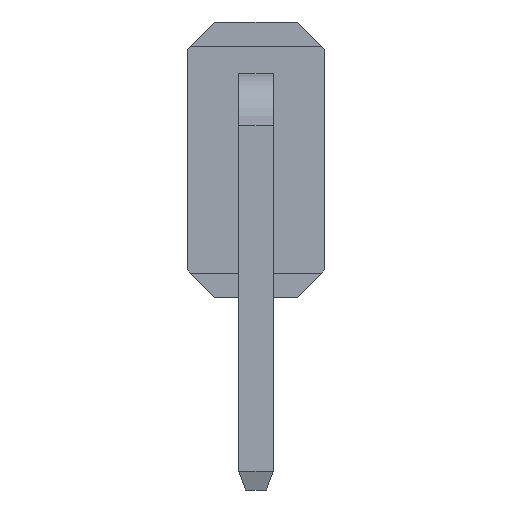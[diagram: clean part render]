
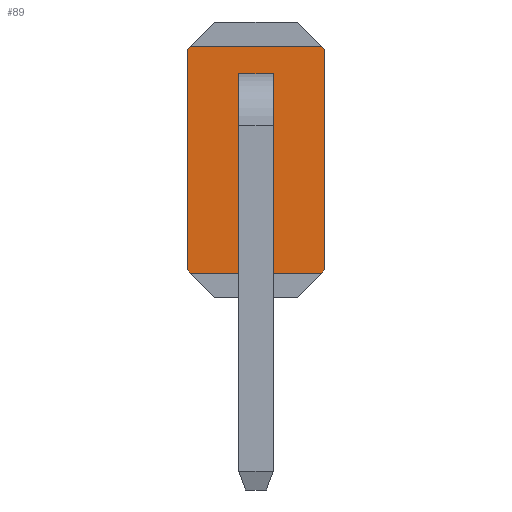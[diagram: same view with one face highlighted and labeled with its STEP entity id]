
A CAD part, front view. The second image highlights one B-rep face of the part: STEP entity #89.
In plain terms, the highlighted planar face has unit normal (0, -1, 0).
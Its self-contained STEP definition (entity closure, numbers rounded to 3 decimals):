
#89=ADVANCED_FACE('',(#661,#663,#665),#667,.T.);
#661=FACE_BOUND('',#662,.T.);
#662=EDGE_LOOP('',(#1131,#1132,#1133,#1134,#1135,#1136,#1137,#1138));
#663=FACE_BOUND('',#664,.T.);
#664=EDGE_LOOP('',(#1139,#1140,#1141,#1142));
#665=FACE_BOUND('',#666,.T.);
#666=EDGE_LOOP('',(#1143,#1144,#1145,#1146));
#667=PLANE('',#668);
#668=AXIS2_PLACEMENT_3D('',#669,#670,#671);
#669=CARTESIAN_POINT('',(0.,1.55,0.));
#670=DIRECTION('',(0.,-1.,-0.));
#671=DIRECTION('',(1.,0.,0.));
#1131=ORIENTED_EDGE('',*,*,#1441,.F.);
#1132=ORIENTED_EDGE('',*,*,#1414,.F.);
#1133=ORIENTED_EDGE('',*,*,#1442,.F.);
#1134=ORIENTED_EDGE('',*,*,#1443,.T.);
#1135=ORIENTED_EDGE('',*,*,#1444,.F.);
#1136=ORIENTED_EDGE('',*,*,#1406,.F.);
#1137=ORIENTED_EDGE('',*,*,#1438,.F.);
#1138=ORIENTED_EDGE('',*,*,#1445,.T.);
#1139=ORIENTED_EDGE('',*,*,#1446,.F.);
#1140=ORIENTED_EDGE('',*,*,#1447,.F.);
#1141=ORIENTED_EDGE('',*,*,#1448,.F.);
#1142=ORIENTED_EDGE('',*,*,#1449,.F.);
#1143=ORIENTED_EDGE('',*,*,#1450,.F.);
#1144=ORIENTED_EDGE('',*,*,#1451,.F.);
#1145=ORIENTED_EDGE('',*,*,#1452,.F.);
#1146=ORIENTED_EDGE('',*,*,#1453,.F.);
#1406=EDGE_CURVE('',#1568,#1570,#1571,.T.);
#1414=EDGE_CURVE('',#1584,#1586,#1587,.T.);
#1438=EDGE_CURVE('',#1628,#1568,#1630,.T.);
#1441=EDGE_CURVE('',#1586,#1634,#1635,.T.);
#1442=EDGE_CURVE('',#1636,#1584,#1637,.T.);
#1443=EDGE_CURVE('',#1636,#1638,#1639,.T.);
#1444=EDGE_CURVE('',#1570,#1638,#1640,.T.);
#1445=EDGE_CURVE('',#1628,#1634,#1641,.T.);
#1446=EDGE_CURVE('',#1642,#1643,#1644,.T.);
#1447=EDGE_CURVE('',#1645,#1642,#1646,.T.);
#1448=EDGE_CURVE('',#1647,#1645,#1648,.T.);
#1449=EDGE_CURVE('',#1643,#1647,#1649,.T.);
#1450=EDGE_CURVE('',#1650,#1651,#1652,.T.);
#1451=EDGE_CURVE('',#1653,#1650,#1654,.T.);
#1452=EDGE_CURVE('',#1655,#1653,#1656,.T.);
#1453=EDGE_CURVE('',#1651,#1655,#1657,.T.);
#1568=VERTEX_POINT('',#1834);
#1570=VERTEX_POINT('',#1838);
#1571=LINE('',#1839,#1840);
#1584=VERTEX_POINT('',#1866);
#1586=VERTEX_POINT('',#1870);
#1587=LINE('',#1871,#1872);
#1628=VERTEX_POINT('',#1958);
#1630=LINE('',#1962,#1963);
#1634=VERTEX_POINT('',#1972);
#1635=LINE('',#1973,#1974);
#1636=VERTEX_POINT('',#1976);
#1637=LINE('',#1977,#1978);
#1638=VERTEX_POINT('',#1980);
#1639=LINE('',#1981,#1982);
#1640=LINE('',#1984,#1985);
#1641=LINE('',#1987,#1988);
#1642=VERTEX_POINT('',#1990);
#1643=VERTEX_POINT('',#1991);
#1644=LINE('',#1992,#1993);
#1645=VERTEX_POINT('',#1995);
#1646=LINE('',#1996,#1997);
#1647=VERTEX_POINT('',#1999);
#1648=LINE('',#2000,#2001);
#1649=LINE('',#2003,#2004);
#1650=VERTEX_POINT('',#2006);
#1651=VERTEX_POINT('',#2007);
#1652=LINE('',#2008,#2009);
#1653=VERTEX_POINT('',#2011);
#1654=LINE('',#2012,#2013);
#1655=VERTEX_POINT('',#2015);
#1656=LINE('',#2016,#2017);
#1657=LINE('',#2019,#2020);
#1834=CARTESIAN_POINT('',(1.,1.55,3.6));
#1838=CARTESIAN_POINT('',(1.,1.55,0.4));
#1839=CARTESIAN_POINT('',(1.,1.55,3.6));
#1840=VECTOR('',#1841,1.);
#1841=DIRECTION('',(0.,0.,-1.));
#1866=CARTESIAN_POINT('',(-1.,1.55,0.4));
#1870=CARTESIAN_POINT('',(-1.,1.55,3.6));
#1871=CARTESIAN_POINT('',(-1.,1.55,0.4));
#1872=VECTOR('',#1873,1.);
#1873=DIRECTION('',(0.,0.,1.));
#1958=CARTESIAN_POINT('',(0.95,1.55,3.65));
#1962=CARTESIAN_POINT('',(0.95,1.55,3.65));
#1963=VECTOR('',#1964,1.);
#1964=DIRECTION('',(0.707,0.,-0.707));
#1972=CARTESIAN_POINT('',(-0.95,1.55,3.65));
#1973=CARTESIAN_POINT('',(-1.,1.55,3.6));
#1974=VECTOR('',#1975,1.);
#1975=DIRECTION('',(0.707,0.,0.707));
#1976=CARTESIAN_POINT('',(-0.95,1.55,0.35));
#1977=CARTESIAN_POINT('',(-0.95,1.55,0.35));
#1978=VECTOR('',#1979,1.);
#1979=DIRECTION('',(-0.707,0.,0.707));
#1980=CARTESIAN_POINT('',(0.95,1.55,0.35));
#1981=CARTESIAN_POINT('',(-0.95,1.55,0.35));
#1982=VECTOR('',#1983,1.);
#1983=DIRECTION('',(1.,0.,0.));
#1984=CARTESIAN_POINT('',(1.,1.55,0.4));
#1985=VECTOR('',#1986,1.);
#1986=DIRECTION('',(-0.707,0.,-0.707));
#1987=CARTESIAN_POINT('',(0.95,1.55,3.65));
#1988=VECTOR('',#1989,1.);
#1989=DIRECTION('',(-1.,0.,0.));
#1990=CARTESIAN_POINT('',(0.25,1.55,2.75));
#1991=CARTESIAN_POINT('',(0.25,1.55,3.25));
#1992=CARTESIAN_POINT('',(0.25,1.55,2.75));
#1993=VECTOR('',#1994,1.);
#1994=DIRECTION('',(0.,0.,1.));
#1995=CARTESIAN_POINT('',(-0.25,1.55,2.75));
#1996=CARTESIAN_POINT('',(-0.25,1.55,2.75));
#1997=VECTOR('',#1998,1.);
#1998=DIRECTION('',(1.,0.,0.));
#1999=CARTESIAN_POINT('',(-0.25,1.55,3.25));
#2000=CARTESIAN_POINT('',(-0.25,1.55,3.25));
#2001=VECTOR('',#2002,1.);
#2002=DIRECTION('',(0.,0.,-1.));
#2003=CARTESIAN_POINT('',(0.25,1.55,3.25));
#2004=VECTOR('',#2005,1.);
#2005=DIRECTION('',(-1.,0.,0.));
#2006=CARTESIAN_POINT('',(-0.25,1.55,1.25));
#2007=CARTESIAN_POINT('',(-0.25,1.55,0.75));
#2008=CARTESIAN_POINT('',(-0.25,1.55,1.25));
#2009=VECTOR('',#2010,1.);
#2010=DIRECTION('',(0.,0.,-1.));
#2011=CARTESIAN_POINT('',(0.25,1.55,1.25));
#2012=CARTESIAN_POINT('',(0.25,1.55,1.25));
#2013=VECTOR('',#2014,1.);
#2014=DIRECTION('',(-1.,0.,0.));
#2015=CARTESIAN_POINT('',(0.25,1.55,0.75));
#2016=CARTESIAN_POINT('',(0.25,1.55,0.75));
#2017=VECTOR('',#2018,1.);
#2018=DIRECTION('',(0.,0.,1.));
#2019=CARTESIAN_POINT('',(-0.25,1.55,0.75));
#2020=VECTOR('',#2021,1.);
#2021=DIRECTION('',(1.,0.,0.));
